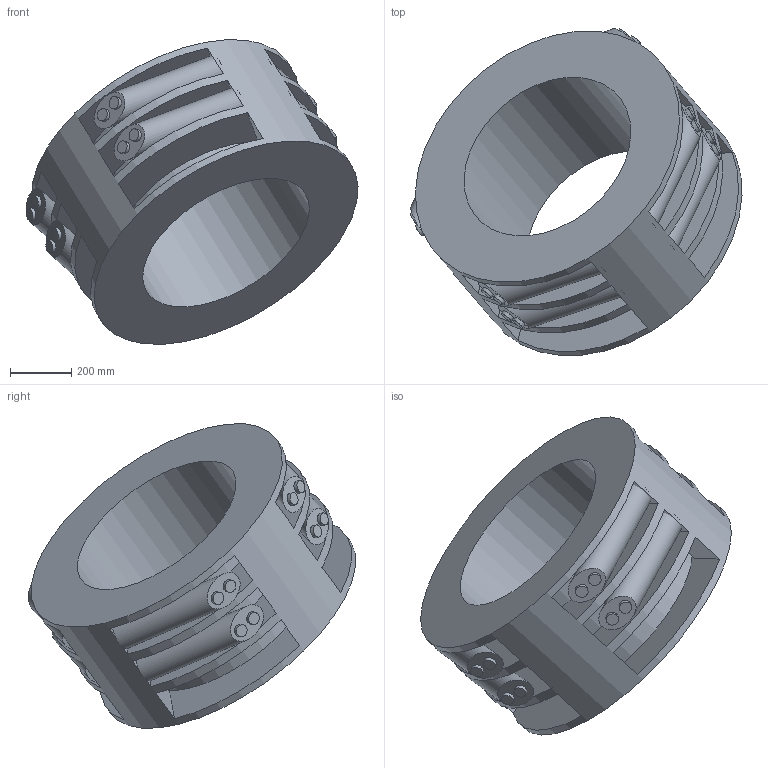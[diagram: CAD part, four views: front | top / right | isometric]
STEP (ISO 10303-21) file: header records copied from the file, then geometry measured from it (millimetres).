
FILE_DESCRIPTION(/* description */ (''),/* implementation_level */ '2;1');
FILE_NAME(/* name */ 'reEntry Controls Systems.stp',/* time_stamp */ '2019-10-07T11:31:02-04:00',/* author */ (''),/* organization */ (''),/* preprocessor_version */ 'ST-DEVELOPER v16.7',/* originating_system */ 'SIEMENS PLM Software NX 1872',/* authorisation */ '');
FILE_SCHEMA (('AUTOMOTIVE_DESIGN { 1 0 10303 214 3 1 1 1 }'));
Length unit declared in the file: inch
Products named in the file (4): mirror_thruster; thruster; ring; ReEntry Controls Systems
Assembly tree (9 placements, depth 2):
  ReEntry Controls Systems
    ring
    thruster  x7
    mirror_thruster
Bounding box: 1085.04 x 1068.16 x 994.98 mm (x, y, z)
Volume: 118157405.8 mm3; surface area: 6741053.5 mm2
Topology: 9 solids, 9 shells, 93 faces, 215 edges, 147 vertices
Faces by surface type: plane 64, cylinder 29
Full cylindrical faces by diameter (mm): 40.64 x16, 101.6 x8, 609.6 x1, 660.4 x3, 965.2 x1
Entity records: 1782 total; most frequent: DIRECTION 298, CARTESIAN_POINT 285, ORIENTED_EDGE 260, EDGE_CURVE 130, AXIS2_PLACEMENT_3D 107, VERTEX_POINT 94, EDGE_LOOP 86, LINE 84
